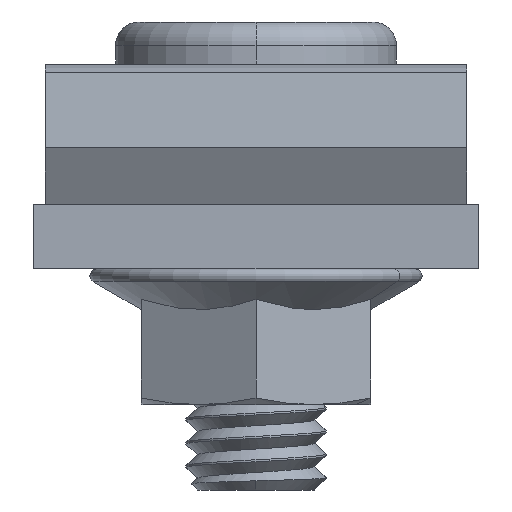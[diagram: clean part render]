
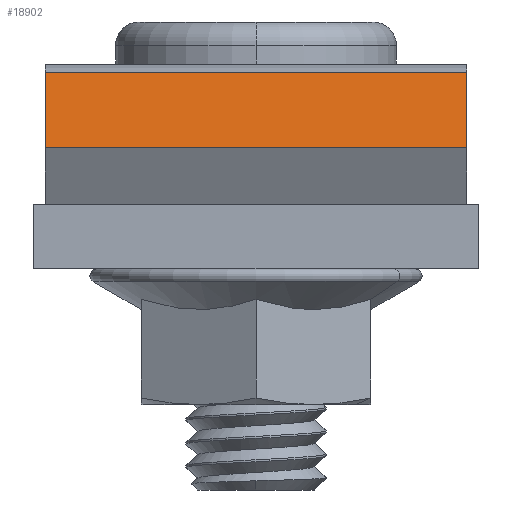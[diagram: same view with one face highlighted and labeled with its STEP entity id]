
A CAD part, left-side view. The second image highlights one B-rep face of the part: STEP entity #18902.
In plain terms, the highlighted planar face has unit normal (-0.467, 0, 0.884).
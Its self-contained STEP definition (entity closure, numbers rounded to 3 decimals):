
#1798 = EDGE_CURVE ( 'NONE', #2930, #6491, #2025, .T. ) ;
#1880 = AXIS2_PLACEMENT_3D ( 'NONE', #14417, #12668, #3454 ) ;
#2025 = LINE ( 'NONE', #18853, #9973 ) ;
#2930 = VERTEX_POINT ( 'NONE', #9209 ) ;
#3435 = DIRECTION ( 'NONE',  ( 0., 1., 0. ) ) ;
#3454 = DIRECTION ( 'NONE',  ( 0.884, 0., 0.467 ) ) ;
#4050 = LINE ( 'NONE', #10323, #17374 ) ;
#4577 = LINE ( 'NONE', #14233, #16899 ) ;
#4707 = EDGE_CURVE ( 'NONE', #2930, #10508, #4050, .T. ) ;
#5669 = ORIENTED_EDGE ( 'NONE', *, *, #11373, .T. ) ;
#6491 = VERTEX_POINT ( 'NONE', #11835 ) ;
#6734 = VECTOR ( 'NONE', #3435, 1000. ) ;
#7142 = CARTESIAN_POINT ( 'NONE',  ( -113.5, 9., 3.807 ) ) ;
#7662 = ORIENTED_EDGE ( 'NONE', *, *, #1798, .T. ) ;
#9209 = CARTESIAN_POINT ( 'NONE',  ( -107.401, -9., 7.028 ) ) ;
#9604 = FACE_OUTER_BOUND ( 'NONE', #16357, .T. ) ;
#9973 = VECTOR ( 'NONE', #12991, 1000. ) ;
#10189 = ORIENTED_EDGE ( 'NONE', *, *, #16715, .F. ) ;
#10323 = CARTESIAN_POINT ( 'NONE',  ( -113.5, -9., 3.807 ) ) ;
#10508 = VERTEX_POINT ( 'NONE', #13018 ) ;
#11041 = PLANE ( 'NONE',  #1880 ) ;
#11373 = EDGE_CURVE ( 'NONE', #6491, #16161, #4577, .T. ) ;
#11835 = CARTESIAN_POINT ( 'NONE',  ( -107.401, 9., 7.028 ) ) ;
#12668 = DIRECTION ( 'NONE',  ( 0.467, 0., -0.884 ) ) ;
#12989 = DIRECTION ( 'NONE',  ( -0.884, 0., -0.467 ) ) ;
#12991 = DIRECTION ( 'NONE',  ( 0., 1., 0. ) ) ;
#13018 = CARTESIAN_POINT ( 'NONE',  ( -113.5, -9., 3.807 ) ) ;
#13062 = CARTESIAN_POINT ( 'NONE',  ( -113.5, -9., 3.807 ) ) ;
#14233 = CARTESIAN_POINT ( 'NONE',  ( -113.5, 9., 3.807 ) ) ;
#14417 = CARTESIAN_POINT ( 'NONE',  ( -113.5, -9., 3.807 ) ) ;
#16161 = VERTEX_POINT ( 'NONE', #7142 ) ;
#16357 = EDGE_LOOP ( 'NONE', ( #5669, #10189, #17555, #7662 ) ) ;
#16715 = EDGE_CURVE ( 'NONE', #10508, #16161, #19245, .T. ) ;
#16899 = VECTOR ( 'NONE', #20184, 1000. ) ;
#17374 = VECTOR ( 'NONE', #12989, 1000. ) ;
#17555 = ORIENTED_EDGE ( 'NONE', *, *, #4707, .F. ) ;
#18853 = CARTESIAN_POINT ( 'NONE',  ( -107.401, -9., 7.028 ) ) ;
#18902 = ADVANCED_FACE ( 'NONE', ( #9604 ), #11041, .F. ) ;
#19245 = LINE ( 'NONE', #13062, #6734 ) ;
#20184 = DIRECTION ( 'NONE',  ( -0.884, 0., -0.467 ) ) ;
